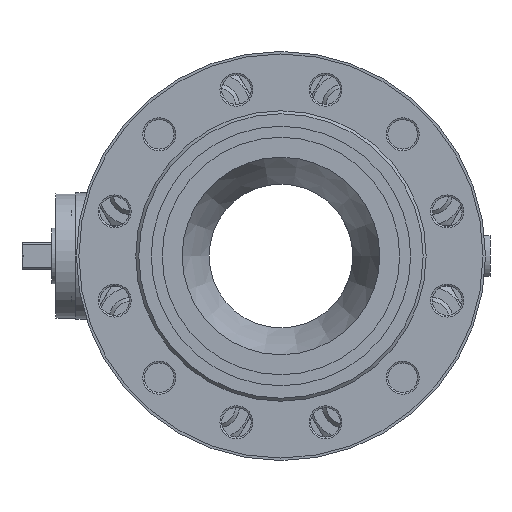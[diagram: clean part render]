
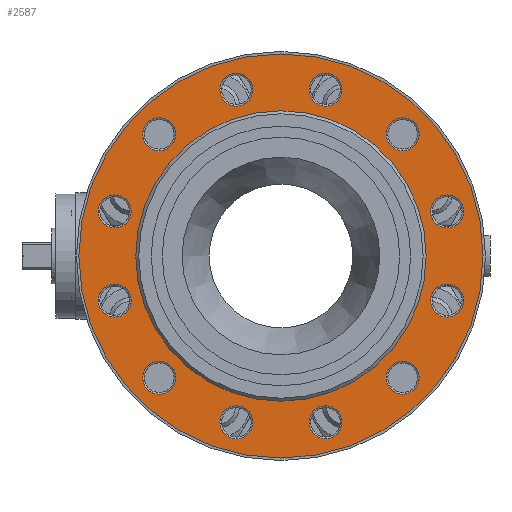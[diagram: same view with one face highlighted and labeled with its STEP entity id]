
A CAD part, left-side view. The second image highlights one B-rep face of the part: STEP entity #2587.
In plain terms, the highlighted face is planar.
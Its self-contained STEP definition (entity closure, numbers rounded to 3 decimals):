
#2587=ADVANCED_FACE('',(#8364,#8366,#8368,#8370,#8372,#8374,#8376,#8378,#8380,#8382,
#8384,#8386,#8388,#8390),#8392,.F.);
#8364=FACE_BOUND('',#8365,.T.);
#8365=EDGE_LOOP('',(#12676));
#8366=FACE_BOUND('',#8367,.T.);
#8367=EDGE_LOOP('',(#12677));
#8368=FACE_BOUND('',#8369,.T.);
#8369=EDGE_LOOP('',(#12678));
#8370=FACE_BOUND('',#8371,.T.);
#8371=EDGE_LOOP('',(#12679));
#8372=FACE_BOUND('',#8373,.T.);
#8373=EDGE_LOOP('',(#12680));
#8374=FACE_BOUND('',#8375,.T.);
#8375=EDGE_LOOP('',(#12681));
#8376=FACE_BOUND('',#8377,.T.);
#8377=EDGE_LOOP('',(#12682));
#8378=FACE_BOUND('',#8379,.T.);
#8379=EDGE_LOOP('',(#12683));
#8380=FACE_BOUND('',#8381,.T.);
#8381=EDGE_LOOP('',(#12684));
#8382=FACE_BOUND('',#8383,.T.);
#8383=EDGE_LOOP('',(#12685));
#8384=FACE_BOUND('',#8385,.T.);
#8385=EDGE_LOOP('',(#12686));
#8386=FACE_BOUND('',#8387,.T.);
#8387=EDGE_LOOP('',(#12687));
#8388=FACE_BOUND('',#8389,.T.);
#8389=EDGE_LOOP('',(#12688));
#8390=FACE_BOUND('',#8391,.T.);
#8391=EDGE_LOOP('',(#12689));
#8392=PLANE('',#8393);
#8393=AXIS2_PLACEMENT_3D('',#8394,#8395,#8396);
#8394=CARTESIAN_POINT('',(-326.,0.,0.));
#8395=DIRECTION('',(-1.,0.,0.));
#8396=DIRECTION('',(0.,1.,0.));
#12676=ORIENTED_EDGE('',*,*,#14670,.F.);
#12677=ORIENTED_EDGE('',*,*,#14671,.F.);
#12678=ORIENTED_EDGE('',*,*,#14672,.F.);
#12679=ORIENTED_EDGE('',*,*,#14673,.F.);
#12680=ORIENTED_EDGE('',*,*,#14674,.F.);
#12681=ORIENTED_EDGE('',*,*,#14675,.F.);
#12682=ORIENTED_EDGE('',*,*,#14676,.F.);
#12683=ORIENTED_EDGE('',*,*,#14677,.F.);
#12684=ORIENTED_EDGE('',*,*,#14678,.F.);
#12685=ORIENTED_EDGE('',*,*,#14679,.F.);
#12686=ORIENTED_EDGE('',*,*,#14680,.F.);
#12687=ORIENTED_EDGE('',*,*,#14681,.F.);
#12688=ORIENTED_EDGE('',*,*,#14506,.T.);
#12689=ORIENTED_EDGE('',*,*,#14682,.F.);
#14506=EDGE_CURVE('',#16158,#16158,#16159,.T.);
#14670=EDGE_CURVE('',#16438,#16438,#16439,.T.);
#14671=EDGE_CURVE('',#16440,#16440,#16441,.F.);
#14672=EDGE_CURVE('',#16442,#16442,#16443,.F.);
#14673=EDGE_CURVE('',#16444,#16444,#16445,.F.);
#14674=EDGE_CURVE('',#16446,#16446,#16447,.F.);
#14675=EDGE_CURVE('',#16448,#16448,#16449,.F.);
#14676=EDGE_CURVE('',#16450,#16450,#16451,.F.);
#14677=EDGE_CURVE('',#16452,#16452,#16453,.F.);
#14678=EDGE_CURVE('',#16454,#16454,#16455,.F.);
#14679=EDGE_CURVE('',#16456,#16456,#16457,.F.);
#14680=EDGE_CURVE('',#16458,#16458,#16459,.F.);
#14681=EDGE_CURVE('',#16460,#16460,#16461,.F.);
#14682=EDGE_CURVE('',#16462,#16462,#16463,.F.);
#16158=VERTEX_POINT('',#24386);
#16159=CIRCLE('',#24387,145.5);
#16438=VERTEX_POINT('',#27094);
#16439=CIRCLE('',#27095,202.5);
#16440=VERTEX_POINT('',#27099);
#16441=CIRCLE('',#27100,16.5);
#16442=VERTEX_POINT('',#27104);
#16443=CIRCLE('',#27105,16.5);
#16444=VERTEX_POINT('',#27109);
#16445=CIRCLE('',#27110,16.5);
#16446=VERTEX_POINT('',#27114);
#16447=CIRCLE('',#27115,16.5);
#16448=VERTEX_POINT('',#27119);
#16449=CIRCLE('',#27120,16.5);
#16450=VERTEX_POINT('',#27124);
#16451=CIRCLE('',#27125,16.5);
#16452=VERTEX_POINT('',#27129);
#16453=CIRCLE('',#27130,16.5);
#16454=VERTEX_POINT('',#27134);
#16455=CIRCLE('',#27135,16.5);
#16456=VERTEX_POINT('',#27139);
#16457=CIRCLE('',#27140,16.5);
#16458=VERTEX_POINT('',#27144);
#16459=CIRCLE('',#27145,16.5);
#16460=VERTEX_POINT('',#27149);
#16461=CIRCLE('',#27150,16.5);
#16462=VERTEX_POINT('',#27154);
#16463=CIRCLE('',#27155,16.5);
#24386=CARTESIAN_POINT('',(-326.,145.5,0.));
#24387=AXIS2_PLACEMENT_3D('',#24388,#24389,#24390);
#24388=CARTESIAN_POINT('',(-326.,0.,0.));
#24389=DIRECTION('',(1.,0.,0.));
#24390=DIRECTION('',(0.,1.,0.));
#27094=CARTESIAN_POINT('',(-326.,202.5,0.));
#27095=AXIS2_PLACEMENT_3D('',#27096,#27097,#27098);
#27096=CARTESIAN_POINT('',(-326.,0.,0.));
#27097=DIRECTION('',(1.,0.,0.));
#27098=DIRECTION('',(0.,1.,0.));
#27099=CARTESIAN_POINT('',(-326.,-107.687,130.226));
#27100=AXIS2_PLACEMENT_3D('',#27101,#27102,#27103);
#27101=CARTESIAN_POINT('',(-326.,-121.976,121.976));
#27102=DIRECTION('',(1.,0.,0.));
#27103=DIRECTION('',(0.,0.866,0.5));
#27104=CARTESIAN_POINT('',(-326.,-158.372,58.936));
#27105=AXIS2_PLACEMENT_3D('',#27106,#27107,#27108);
#27106=CARTESIAN_POINT('',(-326.,-166.622,44.646));
#27107=DIRECTION('',(1.,0.,0.));
#27108=DIRECTION('',(0.,0.5,0.866));
#27109=CARTESIAN_POINT('',(-326.,-166.622,-28.146));
#27110=AXIS2_PLACEMENT_3D('',#27111,#27112,#27113);
#27111=CARTESIAN_POINT('',(-326.,-166.622,-44.646));
#27112=DIRECTION('',(1.,0.,0.));
#27113=DIRECTION('',(0.,0.,1.));
#27114=CARTESIAN_POINT('',(-326.,-130.226,-107.687));
#27115=AXIS2_PLACEMENT_3D('',#27116,#27117,#27118);
#27116=CARTESIAN_POINT('',(-326.,-121.976,-121.976));
#27117=DIRECTION('',(1.,0.,0.));
#27118=DIRECTION('',(0.,-0.5,0.866));
#27119=CARTESIAN_POINT('',(-326.,-58.936,-158.372));
#27120=AXIS2_PLACEMENT_3D('',#27121,#27122,#27123);
#27121=CARTESIAN_POINT('',(-326.,-44.646,-166.622));
#27122=DIRECTION('',(1.,0.,0.));
#27123=DIRECTION('',(0.,-0.866,0.5));
#27124=CARTESIAN_POINT('',(-326.,28.146,-166.622));
#27125=AXIS2_PLACEMENT_3D('',#27126,#27127,#27128);
#27126=CARTESIAN_POINT('',(-326.,44.646,-166.622));
#27127=DIRECTION('',(1.,0.,0.));
#27128=DIRECTION('',(0.,-1.,0.));
#27129=CARTESIAN_POINT('',(-326.,107.687,-130.226));
#27130=AXIS2_PLACEMENT_3D('',#27131,#27132,#27133);
#27131=CARTESIAN_POINT('',(-326.,121.976,-121.976));
#27132=DIRECTION('',(1.,0.,0.));
#27133=DIRECTION('',(0.,-0.866,-0.5));
#27134=CARTESIAN_POINT('',(-326.,158.372,-58.936));
#27135=AXIS2_PLACEMENT_3D('',#27136,#27137,#27138);
#27136=CARTESIAN_POINT('',(-326.,166.622,-44.646));
#27137=DIRECTION('',(1.,0.,0.));
#27138=DIRECTION('',(0.,-0.5,-0.866));
#27139=CARTESIAN_POINT('',(-326.,166.622,28.146));
#27140=AXIS2_PLACEMENT_3D('',#27141,#27142,#27143);
#27141=CARTESIAN_POINT('',(-326.,166.622,44.646));
#27142=DIRECTION('',(1.,0.,0.));
#27143=DIRECTION('',(0.,0.,-1.));
#27144=CARTESIAN_POINT('',(-326.,130.226,107.687));
#27145=AXIS2_PLACEMENT_3D('',#27146,#27147,#27148);
#27146=CARTESIAN_POINT('',(-326.,121.976,121.976));
#27147=DIRECTION('',(1.,0.,0.));
#27148=DIRECTION('',(0.,0.5,-0.866));
#27149=CARTESIAN_POINT('',(-326.,58.936,158.372));
#27150=AXIS2_PLACEMENT_3D('',#27151,#27152,#27153);
#27151=CARTESIAN_POINT('',(-326.,44.646,166.622));
#27152=DIRECTION('',(1.,0.,0.));
#27153=DIRECTION('',(0.,0.866,-0.5));
#27154=CARTESIAN_POINT('',(-326.,-28.146,166.622));
#27155=AXIS2_PLACEMENT_3D('',#27156,#27157,#27158);
#27156=CARTESIAN_POINT('',(-326.,-44.646,166.622));
#27157=DIRECTION('',(1.,0.,0.));
#27158=DIRECTION('',(0.,1.,0.));
